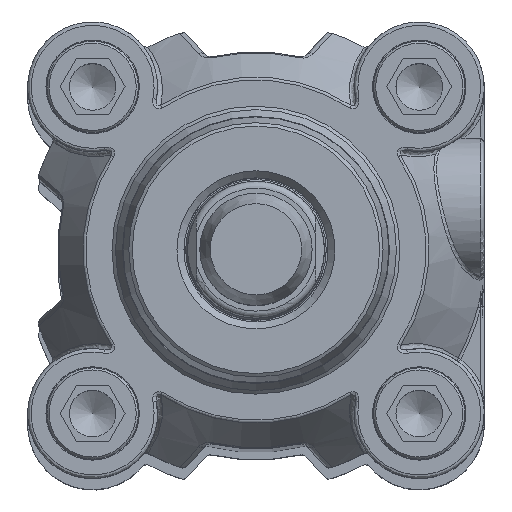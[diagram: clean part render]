
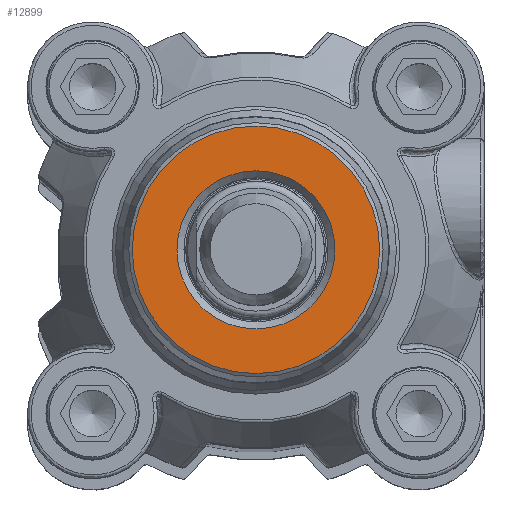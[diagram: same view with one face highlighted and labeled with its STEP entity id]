
A CAD part, top view. The second image highlights one B-rep face of the part: STEP entity #12899.
In plain terms, the highlighted planar face has unit normal (0, 0, 1).
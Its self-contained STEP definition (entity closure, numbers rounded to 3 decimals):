
#12848=CARTESIAN_POINT('',(11.25,0.,503.5));
#12849=VERTEX_POINT('',#12848);
#12850=CARTESIAN_POINT('',(0.0,0.0,503.5));
#12851=DIRECTION('',(0.0,0.0,1.0));
#12852=DIRECTION('',(-1.0,0.0,0.0));
#12853=AXIS2_PLACEMENT_3D('',#12850,#12851,#12852);
#12854=CIRCLE('',#12853,11.25);
#12855=EDGE_CURVE('',#12849,#12849,#12854,.T.);
#12880=CARTESIAN_POINT('',(8.808,0.0,503.5));
#12881=DIRECTION('',(0.0,0.0,1.0));
#12882=DIRECTION('',(1.0,0.0,0.0));
#12883=AXIS2_PLACEMENT_3D('',#12880,#12881,#12882);
#12884=PLANE('',#12883);
#12885=CARTESIAN_POINT('',(17.616,0.0,503.5));
#12886=VERTEX_POINT('',#12885);
#12887=CARTESIAN_POINT('',(0.0,0.0,503.5));
#12888=DIRECTION('',(0.0,0.0,1.0));
#12889=DIRECTION('',(1.0,0.0,0.0));
#12890=AXIS2_PLACEMENT_3D('',#12887,#12888,#12889);
#12891=CIRCLE('',#12890,17.616);
#12892=EDGE_CURVE('',#12886,#12886,#12891,.T.);
#12893=ORIENTED_EDGE('',*,*,#12892,.T.);
#12894=EDGE_LOOP('',(#12893));
#12895=FACE_OUTER_BOUND('',#12894,.T.);
#12896=ORIENTED_EDGE('',*,*,#12855,.F.);
#12897=EDGE_LOOP('',(#12896));
#12898=FACE_BOUND('',#12897,.T.);
#12899=ADVANCED_FACE('',(#12895,#12898),#12884,.T.);
